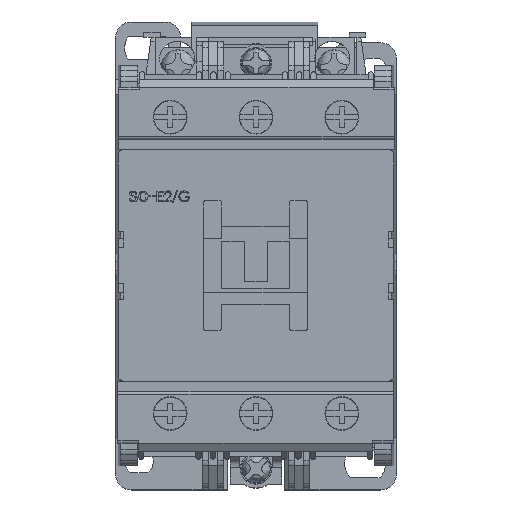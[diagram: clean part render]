
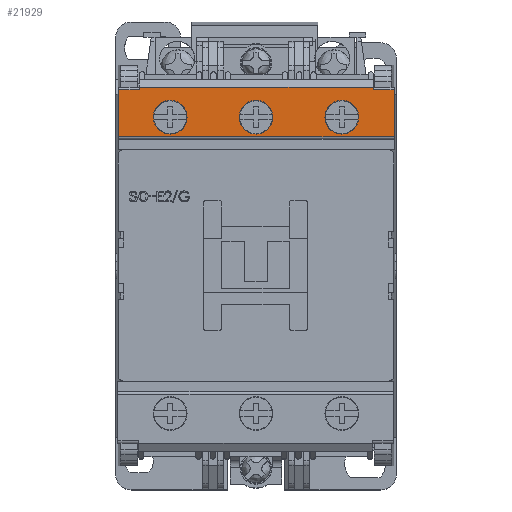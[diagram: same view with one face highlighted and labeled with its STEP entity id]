
A CAD part, top view. The second image highlights one B-rep face of the part: STEP entity #21929.
In plain terms, the highlighted planar face has unit normal (0, 0, 1).
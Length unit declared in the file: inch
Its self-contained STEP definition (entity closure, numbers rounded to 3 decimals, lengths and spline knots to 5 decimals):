
#2065 = VERTEX_POINT ( 'NONE', #10863 ) ;
#5090 = DIRECTION ( 'NONE',  ( 0., 0., -1. ) ) ;
#5517 = DIRECTION ( 'NONE',  ( 0., -1., 0. ) ) ;
#5676 = DIRECTION ( 'NONE',  ( 0., 0., -1. ) ) ;
#6582 = VERTEX_POINT ( 'NONE', #61011 ) ;
#8628 = ORIENTED_EDGE ( 'NONE', *, *, #26563, .F. ) ;
#10444 = EDGE_CURVE ( 'NONE', #51339, #86102, #94650, .T. ) ;
#10863 = CARTESIAN_POINT ( 'NONE',  ( -0.88301, 1.34843, 0.26772 ) ) ;
#10973 = CARTESIAN_POINT ( 'NONE',  ( -1.0405, 1.32874, 0.26772 ) ) ;
#11916 = VECTOR ( 'NONE', #30641, 39.37008 ) ;
#11950 = ORIENTED_EDGE ( 'NONE', *, *, #50448, .T. ) ;
#12217 = DIRECTION ( 'NONE',  ( 0., 0., -1. ) ) ;
#14412 = CARTESIAN_POINT ( 'NONE',  ( -0.77756, 1.12205, 0.26772 ) ) ;
#15805 = AXIS2_PLACEMENT_3D ( 'NONE', #90082, #43480, #97807 ) ;
#15989 = LINE ( 'NONE', #46315, #75725 ) ;
#16848 = CARTESIAN_POINT ( 'NONE',  ( -1.0405, 1.32874, 0.26772 ) ) ;
#17192 = LINE ( 'NONE', #73602, #95116 ) ;
#17321 = EDGE_CURVE ( 'NONE', #96414, #39887, #94581, .T. ) ;
#18858 = CIRCLE ( 'NONE', #72759, 0.12795 ) ;
#19593 = CARTESIAN_POINT ( 'NONE',  ( 0.64961, 1.12205, 0.26772 ) ) ;
#19753 = ORIENTED_EDGE ( 'NONE', *, *, #43938, .T. ) ;
#21045 = VECTOR ( 'NONE', #87146, 39.37008 ) ;
#21147 = VERTEX_POINT ( 'NONE', #57910 ) ;
#21929 = ADVANCED_FACE ( 'NONE', ( #96225, #34214, #85388, #54896 ), #24366, .T. ) ;
#22300 = CIRCLE ( 'NONE', #49253, 0.12795 ) ;
#24366 = PLANE ( 'NONE',  #100903 ) ;
#24688 = DIRECTION ( 'NONE',  ( 0., -1., 0. ) ) ;
#25092 = CARTESIAN_POINT ( 'NONE',  ( 1.04612, 0.97441, 0.26772 ) ) ;
#25303 = CARTESIAN_POINT ( 'NONE',  ( 0.88864, 1.32874, 0.26772 ) ) ;
#25748 = DIRECTION ( 'NONE',  ( -1., 0., 0. ) ) ;
#26467 = CARTESIAN_POINT ( 'NONE',  ( -0.12795, 1.12205, 0.26772 ) ) ;
#26563 = EDGE_CURVE ( 'NONE', #83345, #86102, #95367, .T. ) ;
#26947 = DIRECTION ( 'NONE',  ( -1., 0., 0. ) ) ;
#27419 = DIRECTION ( 'NONE',  ( 1., 0., 0. ) ) ;
#29636 = CARTESIAN_POINT ( 'NONE',  ( 0.88864, 1.32874, 0.26772 ) ) ;
#30641 = DIRECTION ( 'NONE',  ( 1., 0., 0. ) ) ;
#30970 = VERTEX_POINT ( 'NONE', #25303 ) ;
#31955 = AXIS2_PLACEMENT_3D ( 'NONE', #51716, #5090, #59497 ) ;
#33103 = LINE ( 'NONE', #52141, #74512 ) ;
#33436 = CARTESIAN_POINT ( 'NONE',  ( 0.12795, 1.12205, 0.26772 ) ) ;
#33512 = CARTESIAN_POINT ( 'NONE',  ( -0.64961, 1.12205, 0.26772 ) ) ;
#33631 = ORIENTED_EDGE ( 'NONE', *, *, #74645, .T. ) ;
#34214 = FACE_BOUND ( 'NONE', #37023, .T. ) ;
#37023 = EDGE_LOOP ( 'NONE', ( #97377, #51460 ) ) ;
#37053 = ORIENTED_EDGE ( 'NONE', *, *, #81180, .F. ) ;
#37121 = EDGE_LOOP ( 'NONE', ( #80735, #33631, #37053, #91172, #11950, #19753, #67666, #8628 ) ) ;
#39097 = CARTESIAN_POINT ( 'NONE',  ( 0.52165, 1.12205, 0.26772 ) ) ;
#39887 = VERTEX_POINT ( 'NONE', #14412 ) ;
#39976 = ORIENTED_EDGE ( 'NONE', *, *, #100326, .T. ) ;
#41338 = DIRECTION ( 'NONE',  ( 1., 0., 0. ) ) ;
#42541 = VERTEX_POINT ( 'NONE', #26467 ) ;
#43480 = DIRECTION ( 'NONE',  ( 0., 0., -1. ) ) ;
#43938 = EDGE_CURVE ( 'NONE', #71568, #51339, #33103, .T. ) ;
#45293 = VERTEX_POINT ( 'NONE', #39097 ) ;
#46315 = CARTESIAN_POINT ( 'NONE',  ( -0.88301, 0., 0.26772 ) ) ;
#46772 = EDGE_LOOP ( 'NONE', ( #39976, #71258 ) ) ;
#46885 = EDGE_CURVE ( 'NONE', #87687, #2065, #15989, .T. ) ;
#46911 = LINE ( 'NONE', #29636, #88288 ) ;
#49253 = AXIS2_PLACEMENT_3D ( 'NONE', #19593, #74077, #27419 ) ;
#50441 = CARTESIAN_POINT ( 'NONE',  ( 1.04612, 1.32874, 0.26772 ) ) ;
#50448 = EDGE_CURVE ( 'NONE', #87687, #71568, #17192, .T. ) ;
#51339 = VERTEX_POINT ( 'NONE', #83693 ) ;
#51460 = ORIENTED_EDGE ( 'NONE', *, *, #70129, .T. ) ;
#51716 = CARTESIAN_POINT ( 'NONE',  ( -0.64961, 1.12205, 0.26772 ) ) ;
#52141 = CARTESIAN_POINT ( 'NONE',  ( -1.0405, 0.97441, 0.26772 ) ) ;
#52295 = CARTESIAN_POINT ( 'NONE',  ( 0., 1.12205, 0.26772 ) ) ;
#54121 = DIRECTION ( 'NONE',  ( 0., 1., 0. ) ) ;
#54896 = FACE_OUTER_BOUND ( 'NONE', #37121, .T. ) ;
#54946 = EDGE_CURVE ( 'NONE', #89032, #42541, #18858, .T. ) ;
#57442 = CARTESIAN_POINT ( 'NONE',  ( 1.04612, 0.97441, 0.26772 ) ) ;
#57910 = CARTESIAN_POINT ( 'NONE',  ( 0.77756, 1.12205, 0.26772 ) ) ;
#58830 = CARTESIAN_POINT ( 'NONE',  ( 0., 1.12205, 0.26772 ) ) ;
#59497 = DIRECTION ( 'NONE',  ( 1., 0., 0. ) ) ;
#60092 = DIRECTION ( 'NONE',  ( 1., 0., 0. ) ) ;
#61011 = CARTESIAN_POINT ( 'NONE',  ( 0.88864, 1.34843, 0.26772 ) ) ;
#61268 = CARTESIAN_POINT ( 'NONE',  ( -1.0405, 0.97441, 0.26772 ) ) ;
#63315 = CARTESIAN_POINT ( 'NONE',  ( -0.23341, 1.34843, 0.26772 ) ) ;
#66621 = DIRECTION ( 'NONE',  ( 1., 0., 0. ) ) ;
#67666 = ORIENTED_EDGE ( 'NONE', *, *, #10444, .T. ) ;
#67894 = LINE ( 'NONE', #72055, #88635 ) ;
#69320 = EDGE_CURVE ( 'NONE', #42541, #89032, #84077, .T. ) ;
#70129 = EDGE_CURVE ( 'NONE', #39887, #96414, #99052, .T. ) ;
#70813 = ORIENTED_EDGE ( 'NONE', *, *, #54946, .T. ) ;
#71258 = ORIENTED_EDGE ( 'NONE', *, *, #77596, .T. ) ;
#71331 = DIRECTION ( 'NONE',  ( 0., 0., 1. ) ) ;
#71568 = VERTEX_POINT ( 'NONE', #10973 ) ;
#72055 = CARTESIAN_POINT ( 'NONE',  ( -1.0405, 1.32874, 0.26772 ) ) ;
#72759 = AXIS2_PLACEMENT_3D ( 'NONE', #52295, #5676, #60092 ) ;
#73602 = CARTESIAN_POINT ( 'NONE',  ( -1.0405, 1.32874, 0.26772 ) ) ;
#74077 = DIRECTION ( 'NONE',  ( 0., 0., -1. ) ) ;
#74512 = VECTOR ( 'NONE', #5517, 39.37008 ) ;
#74645 = EDGE_CURVE ( 'NONE', #30970, #6582, #46911, .T. ) ;
#74783 = VECTOR ( 'NONE', #88772, 39.37008 ) ;
#75725 = VECTOR ( 'NONE', #54121, 39.37008 ) ;
#77596 = EDGE_CURVE ( 'NONE', #45293, #21147, #83475, .T. ) ;
#78279 = EDGE_LOOP ( 'NONE', ( #70813, #85075 ) ) ;
#80735 = ORIENTED_EDGE ( 'NONE', *, *, #89969, .T. ) ;
#81180 = EDGE_CURVE ( 'NONE', #2065, #6582, #83221, .T. ) ;
#83221 = LINE ( 'NONE', #63315, #21045 ) ;
#83345 = VERTEX_POINT ( 'NONE', #50441 ) ;
#83475 = CIRCLE ( 'NONE', #15805, 0.12795 ) ;
#83693 = CARTESIAN_POINT ( 'NONE',  ( -1.0405, 0.97441, 0.26772 ) ) ;
#83979 = AXIS2_PLACEMENT_3D ( 'NONE', #58830, #12217, #66621 ) ;
#84077 = CIRCLE ( 'NONE', #83979, 0.12795 ) ;
#84121 = DIRECTION ( 'NONE',  ( 0., 1., 0. ) ) ;
#85075 = ORIENTED_EDGE ( 'NONE', *, *, #69320, .T. ) ;
#85388 = FACE_BOUND ( 'NONE', #46772, .T. ) ;
#86102 = VERTEX_POINT ( 'NONE', #25092 ) ;
#87146 = DIRECTION ( 'NONE',  ( 1., 0., 0. ) ) ;
#87687 = VERTEX_POINT ( 'NONE', #94520 ) ;
#87925 = DIRECTION ( 'NONE',  ( 0., 0., -1. ) ) ;
#87933 = AXIS2_PLACEMENT_3D ( 'NONE', #33512, #87925, #41338 ) ;
#88288 = VECTOR ( 'NONE', #84121, 39.37008 ) ;
#88635 = VECTOR ( 'NONE', #25748, 39.37008 ) ;
#88772 = DIRECTION ( 'NONE',  ( 0., -1., 0. ) ) ;
#89032 = VERTEX_POINT ( 'NONE', #33436 ) ;
#89969 = EDGE_CURVE ( 'NONE', #83345, #30970, #67894, .T. ) ;
#90082 = CARTESIAN_POINT ( 'NONE',  ( 0.64961, 1.12205, 0.26772 ) ) ;
#91172 = ORIENTED_EDGE ( 'NONE', *, *, #46885, .F. ) ;
#94520 = CARTESIAN_POINT ( 'NONE',  ( -0.88301, 1.32874, 0.26772 ) ) ;
#94581 = CIRCLE ( 'NONE', #31955, 0.12795 ) ;
#94650 = LINE ( 'NONE', #61268, #11916 ) ;
#95116 = VECTOR ( 'NONE', #26947, 39.37008 ) ;
#95367 = LINE ( 'NONE', #57442, #74783 ) ;
#95730 = CARTESIAN_POINT ( 'NONE',  ( -0.52165, 1.12205, 0.26772 ) ) ;
#96225 = FACE_BOUND ( 'NONE', #78279, .T. ) ;
#96414 = VERTEX_POINT ( 'NONE', #95730 ) ;
#97377 = ORIENTED_EDGE ( 'NONE', *, *, #17321, .T. ) ;
#97807 = DIRECTION ( 'NONE',  ( 1., 0., 0. ) ) ;
#99052 = CIRCLE ( 'NONE', #87933, 0.12795 ) ;
#100326 = EDGE_CURVE ( 'NONE', #21147, #45293, #22300, .T. ) ;
#100903 = AXIS2_PLACEMENT_3D ( 'NONE', #16848, #71331, #24688 ) ;
